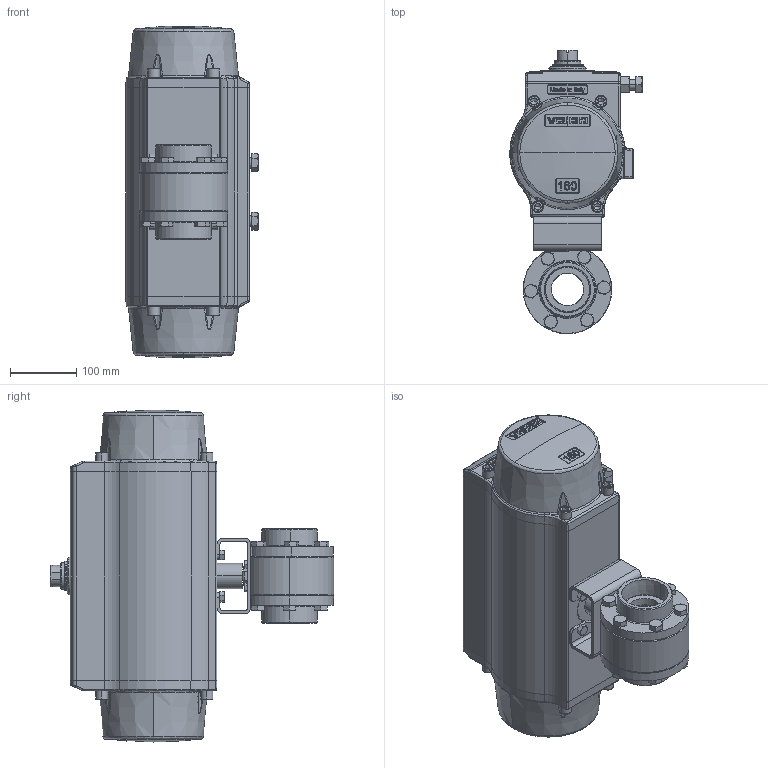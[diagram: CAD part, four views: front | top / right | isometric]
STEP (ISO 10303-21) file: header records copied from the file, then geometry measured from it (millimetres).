
FILE_DESCRIPTION (( 'STEP AP203' ), '1' );
FILE_NAME ('3000R-250-PT_UT-5.STEP', '2017-11-08T15:09:59', ( '' ), ( '' ), 'SwSTEP 2.0', 'SolidWorks 2014', '' );
FILE_SCHEMA (( 'CONFIG_CONTROL_DESIGN' ));
Length unit declared in the file: inch
Products named in the file (1): 3000R-250-PT_UT-5
Bounding box: 199.4 x 426.89 x 500 mm (x, y, z)
Surface area: 572260.9 mm2 (no closed solid volume)
Topology: 0 solids, 67 shells, 1306 faces, 4261 edges, 2884 vertices
Faces by surface type: plane 477, bspline 322, cone 230, cylinder 227, sphere 40, torus 10
Entity records: 79407 total; most frequent: CARTESIAN_POINT 46868, ORIENTED_EDGE 6756, DIRECTION 5558, EDGE_CURVE 4215, VERTEX_POINT 2884, AXIS2_PLACEMENT_3D 1991, VECTOR 1576, LINE 1576
